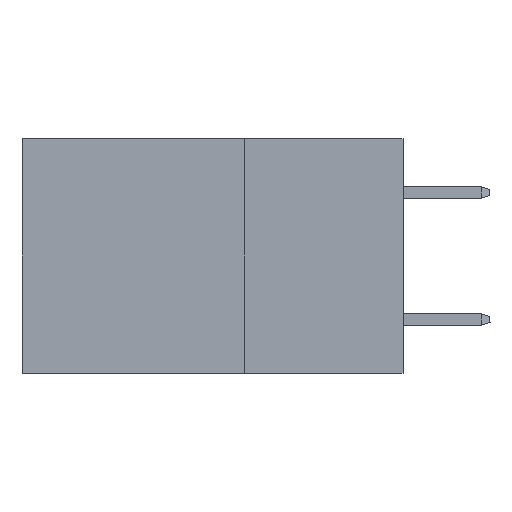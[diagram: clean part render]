
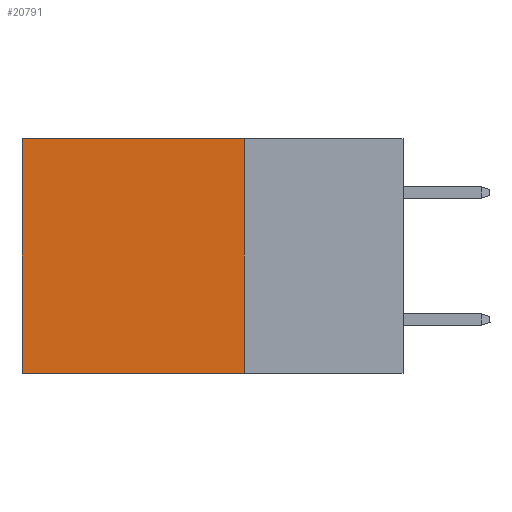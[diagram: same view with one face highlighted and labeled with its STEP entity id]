
A CAD part, left-side view. The second image highlights one B-rep face of the part: STEP entity #20791.
In plain terms, the highlighted planar face has unit normal (-1, 0, 0).
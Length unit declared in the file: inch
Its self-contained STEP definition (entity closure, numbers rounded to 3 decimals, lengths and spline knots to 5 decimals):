
#1209 = VERTEX_POINT ( 'NONE', #12307 ) ;
#2507 = CARTESIAN_POINT ( 'NONE',  ( 0.2875, 0.25, -0.37 ) ) ;
#3704 = ORIENTED_EDGE ( 'NONE', *, *, #10927, .T. ) ;
#4843 = EDGE_CURVE ( 'NONE', #10656, #1209, #25474, .T. ) ;
#5847 = PLANE ( 'NONE',  #6412 ) ;
#6248 = DIRECTION ( 'NONE',  ( 0., 1., 0. ) ) ;
#6412 = AXIS2_PLACEMENT_3D ( 'NONE', #20593, #16811, #27174 ) ;
#7514 = CARTESIAN_POINT ( 'NONE',  ( 0.2875, 0.25, 0. ) ) ;
#7913 = CARTESIAN_POINT ( 'NONE',  ( 0.2875, 0.25, 0. ) ) ;
#8049 = DIRECTION ( 'NONE',  ( 0., 1., 0. ) ) ;
#10656 = VERTEX_POINT ( 'NONE', #2507 ) ;
#10927 = EDGE_CURVE ( 'NONE', #26407, #1209, #18922, .T. ) ;
#11151 = ORIENTED_EDGE ( 'NONE', *, *, #13247, .T. ) ;
#11310 = VECTOR ( 'NONE', #22674, 39.37008 ) ;
#11551 = ORIENTED_EDGE ( 'NONE', *, *, #12677, .F. ) ;
#12011 = FACE_OUTER_BOUND ( 'NONE', #13415, .T. ) ;
#12307 = CARTESIAN_POINT ( 'NONE',  ( 0.2875, 0.6, -0.37 ) ) ;
#12677 = EDGE_CURVE ( 'NONE', #26253, #10656, #26737, .T. ) ;
#13247 = EDGE_CURVE ( 'NONE', #26253, #26407, #14213, .T. ) ;
#13415 = EDGE_LOOP ( 'NONE', ( #3704, #16487, #11551, #11151 ) ) ;
#14213 = LINE ( 'NONE', #7913, #23675 ) ;
#16487 = ORIENTED_EDGE ( 'NONE', *, *, #4843, .F. ) ;
#16811 = DIRECTION ( 'NONE',  ( 1., 0., 0. ) ) ;
#17040 = CARTESIAN_POINT ( 'NONE',  ( 0.2875, 0.25, 0. ) ) ;
#18009 = CARTESIAN_POINT ( 'NONE',  ( 0.2875, 0.6, 0. ) ) ;
#18922 = LINE ( 'NONE', #27463, #20304 ) ;
#20304 = VECTOR ( 'NONE', #21146, 39.37008 ) ;
#20593 = CARTESIAN_POINT ( 'NONE',  ( 0.2875, 0.25, 0. ) ) ;
#20791 = ADVANCED_FACE ( 'NONE', ( #12011 ), #5847, .F. ) ;
#21146 = DIRECTION ( 'NONE',  ( 0., 0., -1. ) ) ;
#21409 = CARTESIAN_POINT ( 'NONE',  ( 0.2875, 0.25, -0.37 ) ) ;
#21536 = VECTOR ( 'NONE', #6248, 39.37008 ) ;
#22674 = DIRECTION ( 'NONE',  ( 0., 0., -1. ) ) ;
#23675 = VECTOR ( 'NONE', #8049, 39.37008 ) ;
#25474 = LINE ( 'NONE', #21409, #21536 ) ;
#26253 = VERTEX_POINT ( 'NONE', #17040 ) ;
#26407 = VERTEX_POINT ( 'NONE', #18009 ) ;
#26737 = LINE ( 'NONE', #7514, #11310 ) ;
#27174 = DIRECTION ( 'NONE',  ( 0., 0., -1. ) ) ;
#27463 = CARTESIAN_POINT ( 'NONE',  ( 0.2875, 0.6, 0. ) ) ;
